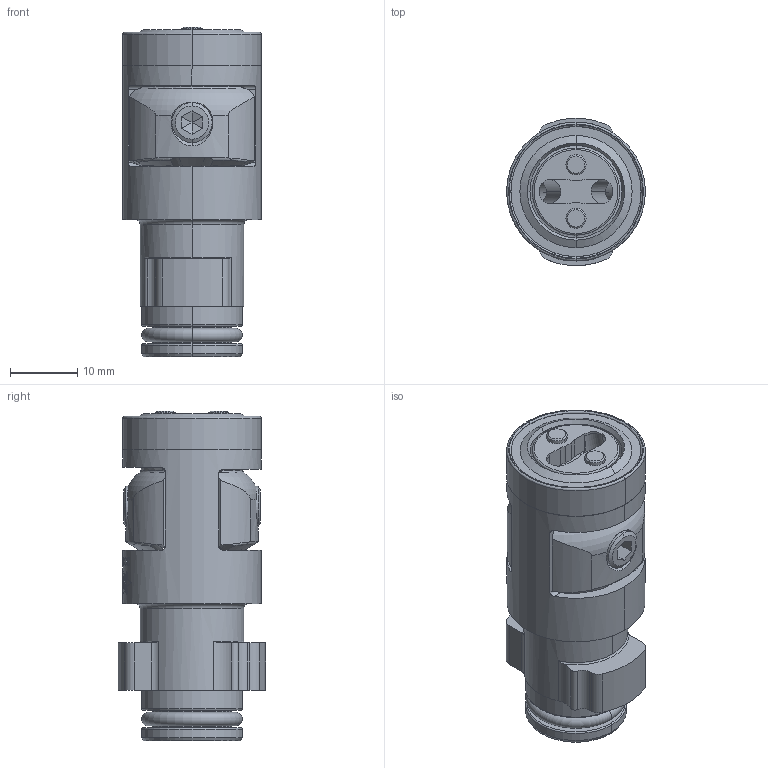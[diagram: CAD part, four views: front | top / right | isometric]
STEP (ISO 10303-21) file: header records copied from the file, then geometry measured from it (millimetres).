
FILE_DESCRIPTION((''),'2;1');
FILE_NAME('KS40-06-D-000-00-CD1','2012-08-13T',('moningerr'),(''),'PRO/ENGINEER BY PARAMETRIC TECHNOLOGY CORPORATION, 2009230','PRO/ENGINEER BY PARAMETRIC TECHNOLOGY CORPORATION, 2009230','');
FILE_SCHEMA(('AUTOMOTIVE_DESIGN_CC2 { 1 2 10303 214 -1 1 5 2 }'));
Length unit declared in the file: millimetre
Products named in the file (1): KS40-06-D-000-00-CD1
Bounding box: 20.7 x 21.93 x 49.12 mm (x, y, z)
Volume: 11812.1 mm3; surface area: 6629.3 mm2
Topology: 1 solids, 7 shells, 799 faces, 2200 edges, 1428 vertices
Faces by surface type: plane 549, cylinder 121, torus 62, cone 48, bspline 12, extrusion 7
Entity records: 33912 total; most frequent: CARTESIAN_POINT 8211, ORIENTED_EDGE 4400, DIRECTION 3281, PRESENTATION_STYLE_ASSIGNMENT 2215, STYLED_ITEM 2201, CURVE_STYLE 2200, EDGE_CURVE 2200, VERTEX_POINT 1428
